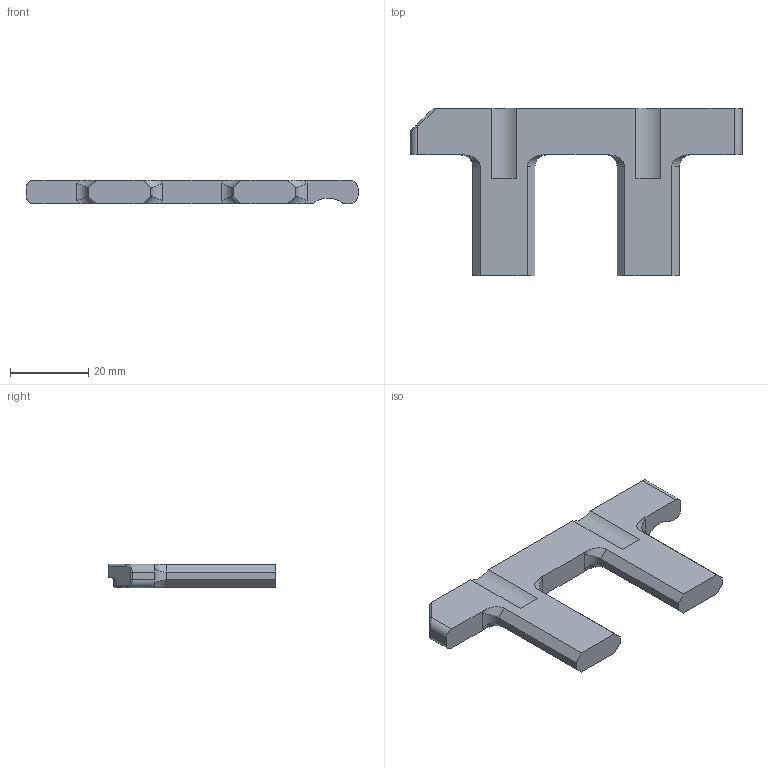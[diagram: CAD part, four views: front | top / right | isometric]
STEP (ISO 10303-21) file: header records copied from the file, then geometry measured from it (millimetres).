
FILE_DESCRIPTION (( 'STEP AP214' ), '1' );
FILE_NAME ('bau0063380354.step', '2023-07-20T13:24:40', ( '' ), ( '' ), 'SwSTEP 2.0', 'SolidWorks 2022', '' );
FILE_SCHEMA (( 'AUTOMOTIVE_DESIGN' ));
Length unit declared in the file: millimetre
Products named in the file (1): bau0063380354
Bounding box: 85 x 43 x 6 mm (x, y, z)
Volume: 10959.5 mm3; surface area: 5494 mm2
Topology: 1 solids, 1 shells, 62 faces, 161 edges, 101 vertices
Faces by surface type: cylinder 28, plane 28, torus 4, bspline 2
Entity records: 1966 total; most frequent: CARTESIAN_POINT 469, ORIENTED_EDGE 322, DIRECTION 291, EDGE_CURVE 161, VECTOR 105, LINE 105, VERTEX_POINT 101, AXIS2_PLACEMENT_3D 93
